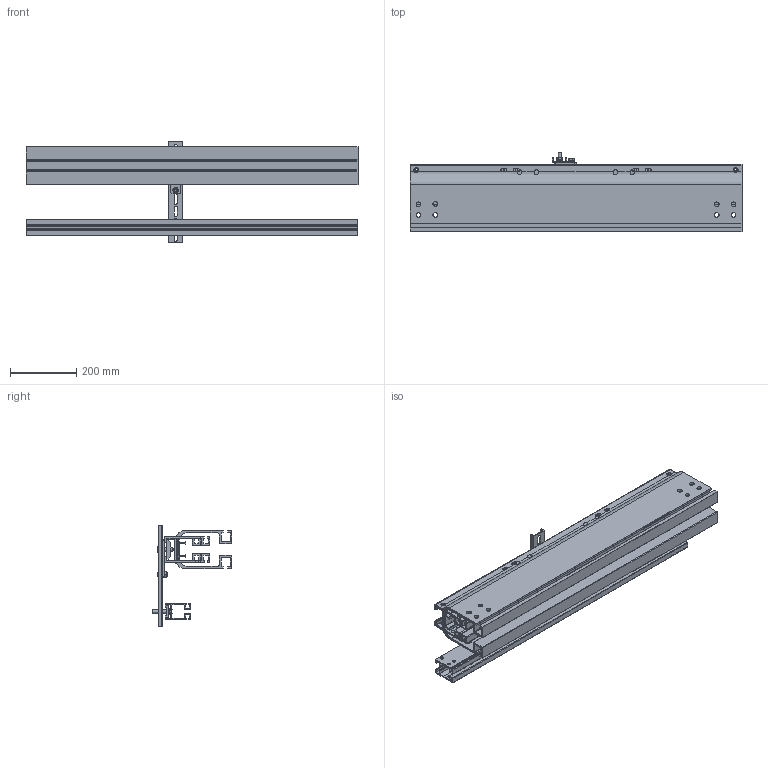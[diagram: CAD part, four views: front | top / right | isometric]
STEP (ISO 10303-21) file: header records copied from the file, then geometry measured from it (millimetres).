
FILE_DESCRIPTION(/* description */ ('ETA-3 MOUNTING BRACKET ASSEMBLY'),/* implementation_level */ '2;1');
FILE_NAME(/* name */ '79603.stp',/* time_stamp */ '2021-01-05T07:15:35-05:00',/* author */ ('mnhhw'),/* organization */ (''),/* preprocessor_version */ 'ST-DEVELOPER v17',/* originating_system */ 'Autodesk Inventor 2019',/* authorisation */ '');
FILE_SCHEMA (('AUTOMOTIVE_DESIGN { 1 0 10303 214 3 1 1 }'));
Length unit declared in the file: inch
Products named in the file (17): 79603; 010-8684; 25085; 79596; 82181; 50003; 79624; 51981; 52505; 51730; 51735; 51720; 52441; ETA8RWXX; 87003; ETA4RWXX; ETA5RWXX
Assembly tree (22 placements, depth 3):
  79603
    010-8684
    25085
    79596
      82181
      50003
      51981
      52441
    79624
    51981  x3
    52505  x3
    51730
    51735
    51720
    52441
    ETA8RWXX
    87003
    ETA4RWXX
    ETA5RWXX
Bounding box: 1000 x 240.9 x 304.8 mm (x, y, z)
Volume: 10227103.3 mm3; surface area: 3771474 mm2
Topology: 21 solids, 21 shells, 661 faces, 1961 edges, 1314 vertices
Faces by surface type: cylinder 319, plane 300, cone 39, torus 3
Full cylindrical faces by diameter (mm): 8 x1, 8.376 x2, 8.382 x2, 9 x8, 10 x3, 10.85 x4, 10.998 x4, 11.112 x60, 13.6 x2, 14.287 x28, 15.7 x1, 20 x4
Entity records: 22588 total; most frequent: CARTESIAN_POINT 4247, DIRECTION 3821, ORIENTED_EDGE 3726, EDGE_CURVE 1863, AXIS2_PLACEMENT_3D 1395, VERTEX_POINT 1251, LINE 1031, VECTOR 1031
